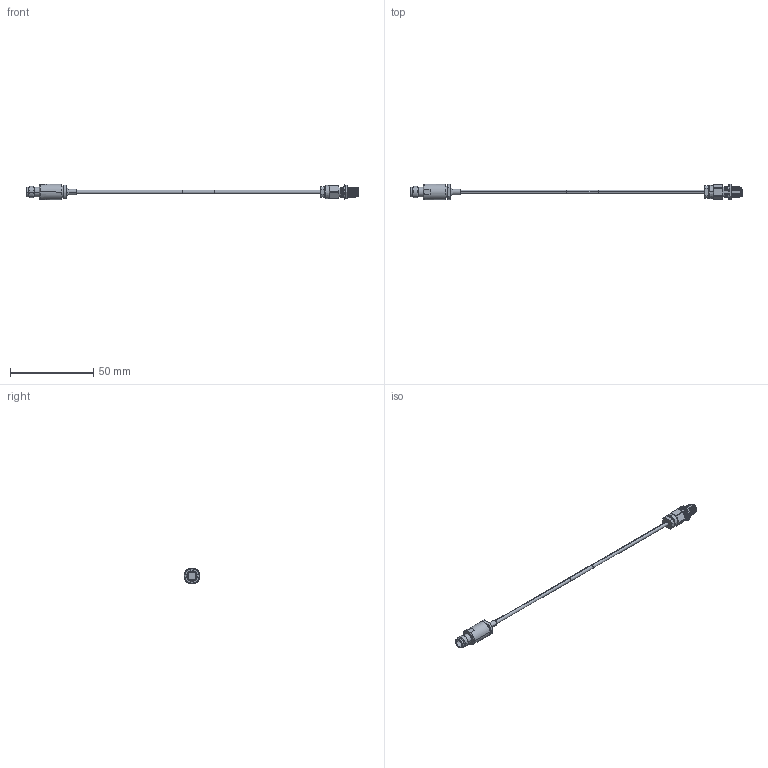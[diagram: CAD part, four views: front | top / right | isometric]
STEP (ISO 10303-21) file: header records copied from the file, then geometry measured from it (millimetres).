
FILE_DESCRIPTION (( 'STEP AP214' ), '1' );
FILE_NAME ('FMCA100199_3D.step', '2024-09-19T15:59:09', ( '' ), ( '' ), 'SwSTEP 2.0', 'SolidWorks 2022', '' );
FILE_SCHEMA (( 'AUTOMOTIVE_DESIGN' ));
Length unit declared in the file: inch
Products named in the file (4): RG405^FMCA100199_WITH LABEL; FMCA100199_3D; PE4992^FMCA100199; PE51748^FMCA100199
Assembly tree (3 placements, depth 2):
  FMCA100199_3D
    RG405^FMCA100199_WITH LABEL
    PE4992^FMCA100199
    PE51748^FMCA100199
Bounding box: 198.83 x 9.5 x 9.5 mm (x, y, z)
Volume: 2764.5 mm3; surface area: 3046.4 mm2
Topology: 5 solids, 5 shells, 325 faces, 897 edges, 598 vertices
Faces by surface type: cylinder 104, bspline 86, plane 78, cone 53, torus 4
Entity records: 27747 total; most frequent: CARTESIAN_POINT 20142, ORIENTED_EDGE 1794, DIRECTION 1246, EDGE_CURVE 897, VERTEX_POINT 598, AXIS2_PLACEMENT_3D 496, EDGE_LOOP 345, ADVANCED_FACE 325
